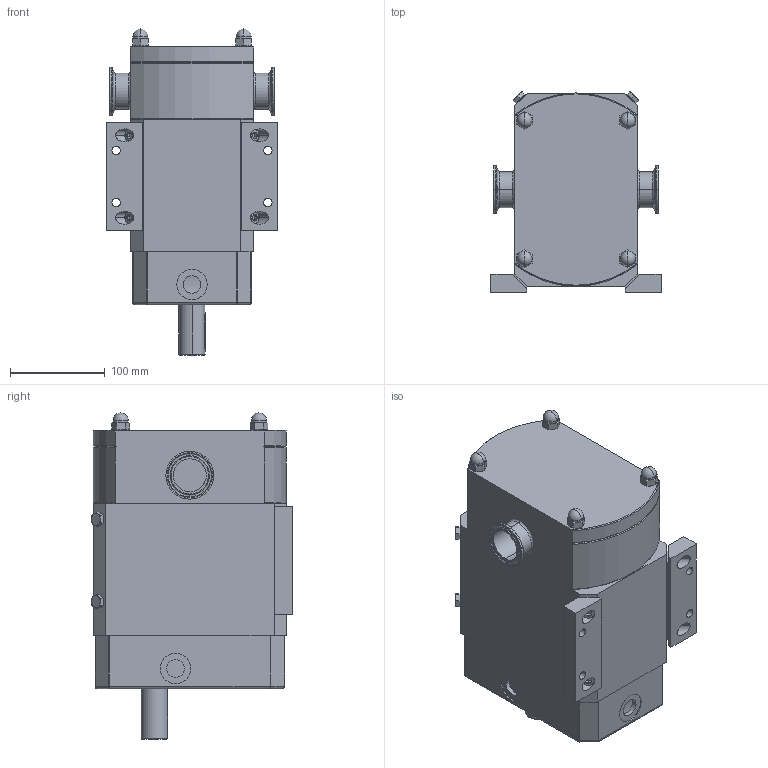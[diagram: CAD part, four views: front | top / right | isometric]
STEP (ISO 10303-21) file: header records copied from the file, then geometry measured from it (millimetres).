
FILE_DESCRIPTION((''),'2;1');
FILE_NAME('FL275S_SW0001','2023-01-19T12:56:54',('DS'),(''),'CREO PARAMETRIC BY PTC INC, 2022281','CREO PARAMETRIC BY PTC INC, 2022281','');
FILE_SCHEMA(('CONFIG_CONTROL_DESIGN'));
Length unit declared in the file: millimetre
Products named in the file (1): FL275S_SW0001
Bounding box: 179.97 x 212.31 x 344.15 mm (x, y, z)
Volume: 7035456.3 mm3; surface area: 287934.5 mm2
Topology: 1 solids, 1 shells, 420 faces, 962 edges, 571 vertices
Faces by surface type: plane 168, cylinder 114, cone 86, torus 32, sphere 12, bspline 8
Entity records: 14528 total; most frequent: CARTESIAN_POINT 5273, DIRECTION 1914, ORIENTED_EDGE 1888, EDGE_CURVE 944, AXIS2_PLACEMENT_3D 748, VERTEX_POINT 571, EDGE_LOOP 475, FACE_OUTER_BOUND 420
